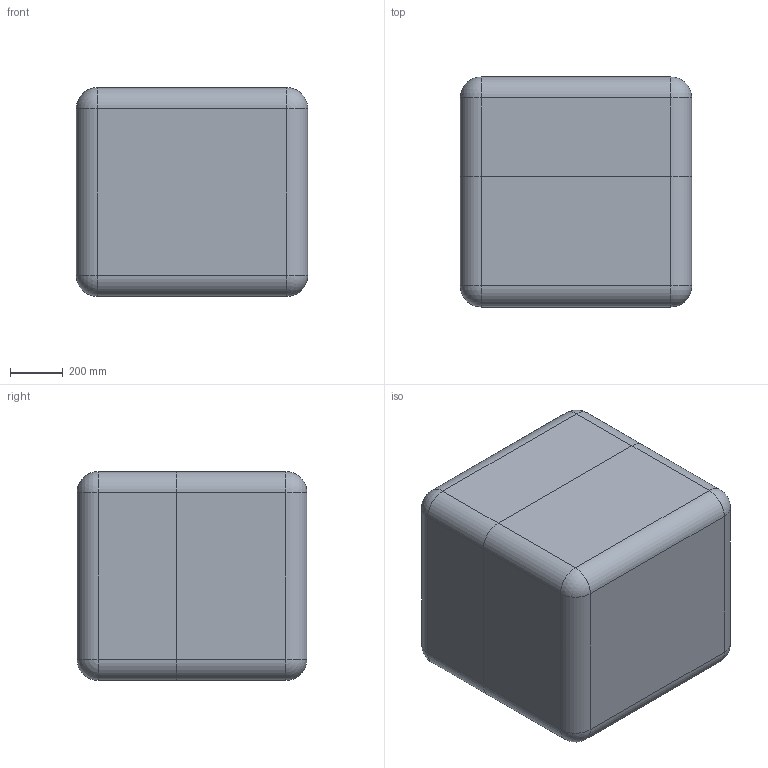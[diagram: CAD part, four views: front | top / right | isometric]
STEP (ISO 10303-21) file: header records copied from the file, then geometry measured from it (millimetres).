
FILE_DESCRIPTION (( 'STEP AP214' ), '1' );
FILE_NAME ('Êîíòåéíåð ÀÄÌÈÐÀË®ÏÐÎÔÅÑÑÈÎÍÀËÜÍÛÅ 152_óïðîùåííàÿ 3D-ìîäåëü.STEP', '2025-08-28T15:07:30', ( '' ), ( '' ), 'SwSTEP 2.0', 'SolidWorks 2021', '' );
FILE_SCHEMA (( 'AUTOMOTIVE_DESIGN' ));
Length unit declared in the file: millimetre
Products named in the file (3): Base 151 óïð; Lid 152 óïð; Êîíòåéíåð ÀÄÌÈÐÀË®ÏÐÎÔÅÑÑÈÎÍÀËÜÍÛÅ 152_óïðîùåííàÿ 3D-ìîäåëü
Assembly tree (2 placements, depth 2):
  Êîíòåéíåð ÀÄÌÈÐÀË®ÏÐÎÔÅÑÑÈÎÍÀËÜÍÛÅ 152_óïðîùåííàÿ 3D-ìîäåëü
    Base 151 óïð
    Lid 152 óïð
Bounding box: 878.67 x 872.26 x 791.99 mm (x, y, z)
Volume: 210308571.8 mm3; surface area: 8715894.8 mm2
Topology: 2 solids, 2 shells, 1875 faces, 4656 edges, 2700 vertices
Faces by surface type: cylinder 656, bspline 512, plane 371, torus 268, sphere 40, cone 28
Entity records: 93272 total; most frequent: CARTESIAN_POINT 52398, ORIENTED_EDGE 9152, DIRECTION 8124, EDGE_CURVE 4576, AXIS2_PLACEMENT_3D 3260, VERTEX_POINT 2700, CIRCLE 1892, EDGE_LOOP 1886
